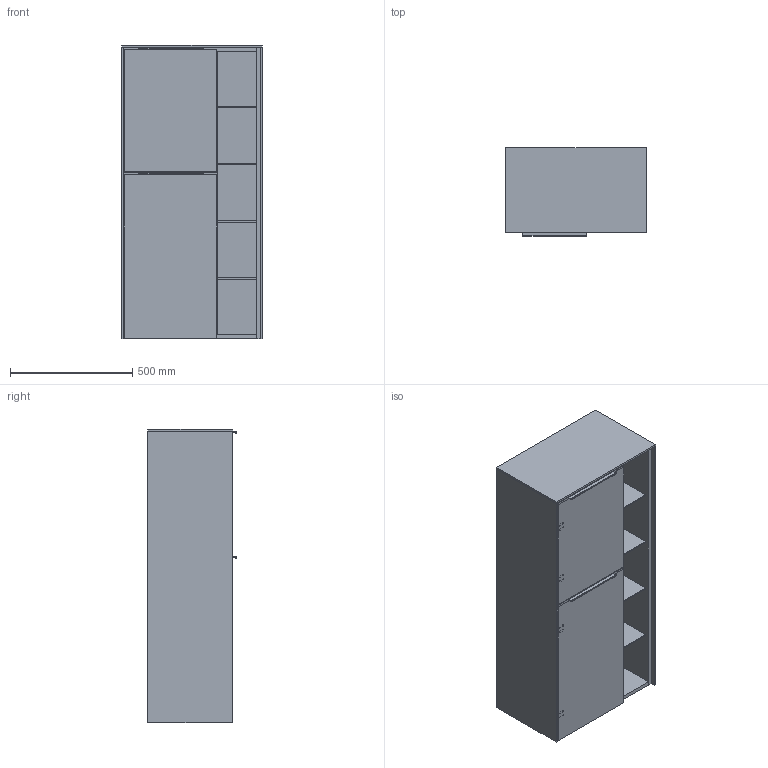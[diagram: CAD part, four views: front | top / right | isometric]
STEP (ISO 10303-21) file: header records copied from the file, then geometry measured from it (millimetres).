
FILE_DESCRIPTION(/* description */ (''),/* implementation_level */ '2;1');
FILE_NAME(/* name */ 'TK076_C5980Z_RFS.stp',/* time_stamp */ '2021-05-12T09:49:49+02:00',/* author */ ('StegeR'),/* organization */ (''),/* preprocessor_version */ 'ST-DEVELOPER v16.1',/* originating_system */ 'Autodesk Inventor 2016',/* authorisation */ '');
FILE_SCHEMA (('AUTOMOTIVE_DESIGN { 1 0 10303 214 3 1 1 }'));
Products named in the file (1): TK076_C5980Z_RFS
Bounding box: 575 x 362 x 1200 mm (x, y, z)
Volume: 47605251.1 mm3; surface area: 8708309.7 mm2
Topology: 44 solids, 44 shells, 1644 faces, 4316 edges, 2818 vertices
Faces by surface type: plane 1046, cylinder 472, bspline 56, cone 32, torus 28, sphere 10
Entity records: 53175 total; most frequent: CARTESIAN_POINT 12095, ORIENTED_EDGE 8624, DIRECTION 8262, EDGE_CURVE 4312, LINE 3180, VECTOR 3180, VERTEX_POINT 2818, AXIS2_PLACEMENT_3D 2541
